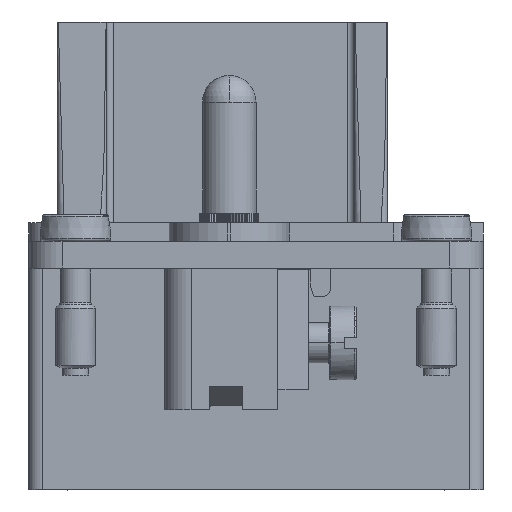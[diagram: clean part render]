
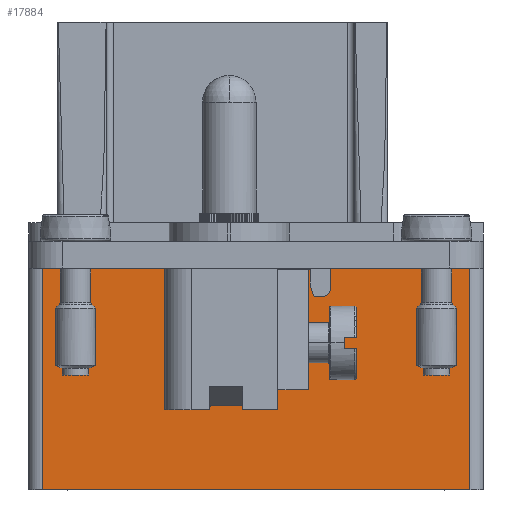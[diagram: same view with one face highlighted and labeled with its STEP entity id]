
A CAD part, front view. The second image highlights one B-rep face of the part: STEP entity #17884.
In plain terms, the highlighted planar face has unit normal (0, -1, 0).
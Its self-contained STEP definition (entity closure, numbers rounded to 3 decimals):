
#17860=AXIS2_PLACEMENT_3D('Plane Axis2P3D',#17857,#17858,#17859) ;
#5141=CARTESIAN_POINT('Vertex',(18.64,11.46,16.6)) ;
#5144=CARTESIAN_POINT('Line Origine',(25.82,11.46,16.6)) ;
#5148=CARTESIAN_POINT('Vertex',(33.,11.46,16.6)) ;
#5172=CARTESIAN_POINT('Vertex',(1.,11.46,16.6)) ;
#5175=CARTESIAN_POINT('Line Origine',(5.57,11.46,16.6)) ;
#5179=CARTESIAN_POINT('Vertex',(10.14,11.46,16.6)) ;
#5354=CARTESIAN_POINT('Vertex',(33.,11.46,0.)) ;
#5357=CARTESIAN_POINT('Line Origine',(33.,11.46,16.6)) ;
#5525=CARTESIAN_POINT('Line Origine',(17.,11.46,0.)) ;
#5529=CARTESIAN_POINT('Vertex',(1.,11.46,0.)) ;
#8362=CARTESIAN_POINT('Line Origine',(1.,11.46,16.6)) ;
#17825=CARTESIAN_POINT('Vertex',(18.64,11.46,8.)) ;
#17828=CARTESIAN_POINT('Line Origine',(18.64,11.46,12.3)) ;
#17857=CARTESIAN_POINT('Axis2P3D Location',(33.,11.46,16.6)) ;
#17862=CARTESIAN_POINT('Line Origine',(14.39,11.46,8.)) ;
#17866=CARTESIAN_POINT('Vertex',(10.14,11.46,8.)) ;
#17869=CARTESIAN_POINT('Line Origine',(10.14,11.46,12.3)) ;
#5145=DIRECTION('Vector Direction',(-1.,0.,0.)) ;
#5176=DIRECTION('Vector Direction',(-1.,0.,0.)) ;
#5358=DIRECTION('Vector Direction',(0.,0.,1.)) ;
#5526=DIRECTION('Vector Direction',(-1.,0.,0.)) ;
#8363=DIRECTION('Vector Direction',(0.,0.,1.)) ;
#17829=DIRECTION('Vector Direction',(0.,0.,1.)) ;
#17858=DIRECTION('Axis2P3D Direction',(0.,-1.,0.)) ;
#17859=DIRECTION('Axis2P3D XDirection',(1.,0.,0.)) ;
#17863=DIRECTION('Vector Direction',(-1.,0.,0.)) ;
#17870=DIRECTION('Vector Direction',(0.,0.,-1.)) ;
#5146=VECTOR('Line Direction',#5145,1.) ;
#5177=VECTOR('Line Direction',#5176,1.) ;
#5359=VECTOR('Line Direction',#5358,1.) ;
#5527=VECTOR('Line Direction',#5526,1.) ;
#8364=VECTOR('Line Direction',#8363,1.) ;
#17830=VECTOR('Line Direction',#17829,1.) ;
#17864=VECTOR('Line Direction',#17863,1.) ;
#17871=VECTOR('Line Direction',#17870,1.) ;
#17875=ORIENTED_EDGE('',*,*,#17832,.F.) ;
#17876=ORIENTED_EDGE('',*,*,#17868,.T.) ;
#17877=ORIENTED_EDGE('',*,*,#17873,.F.) ;
#17878=ORIENTED_EDGE('',*,*,#5181,.T.) ;
#17879=ORIENTED_EDGE('',*,*,#8366,.T.) ;
#17880=ORIENTED_EDGE('',*,*,#5531,.F.) ;
#17881=ORIENTED_EDGE('',*,*,#5361,.F.) ;
#17882=ORIENTED_EDGE('',*,*,#5150,.T.) ;
#17884=ADVANCED_FACE('_HDC CFM 10 3F 1983860000',(#17883),#17861,.T.) ;
#5150=EDGE_CURVE('',#5149,#5142,#5147,.T.) ;
#5181=EDGE_CURVE('',#5180,#5173,#5178,.T.) ;
#5361=EDGE_CURVE('',#5149,#5355,#5360,.F.) ;
#5531=EDGE_CURVE('',#5355,#5530,#5528,.T.) ;
#8366=EDGE_CURVE('',#5173,#5530,#8365,.F.) ;
#17832=EDGE_CURVE('',#17826,#5142,#17831,.T.) ;
#17868=EDGE_CURVE('',#17826,#17867,#17865,.T.) ;
#17873=EDGE_CURVE('',#5180,#17867,#17872,.T.) ;
#17874=EDGE_LOOP('',(#17875,#17876,#17877,#17878,#17879,#17880,#17881,#17882)) ;
#17883=FACE_OUTER_BOUND('',#17874,.T.) ;
#5147=LINE('Line',#5144,#5146) ;
#5178=LINE('Line',#5175,#5177) ;
#5360=LINE('Line',#5357,#5359) ;
#5528=LINE('Line',#5525,#5527) ;
#8365=LINE('Line',#8362,#8364) ;
#17831=LINE('Line',#17828,#17830) ;
#17865=LINE('Line',#17862,#17864) ;
#17872=LINE('Line',#17869,#17871) ;
#17861=PLANE('',#17860) ;
#5142=VERTEX_POINT('',#5141) ;
#5149=VERTEX_POINT('',#5148) ;
#5173=VERTEX_POINT('',#5172) ;
#5180=VERTEX_POINT('',#5179) ;
#5355=VERTEX_POINT('',#5354) ;
#5530=VERTEX_POINT('',#5529) ;
#17826=VERTEX_POINT('',#17825) ;
#17867=VERTEX_POINT('',#17866) ;
